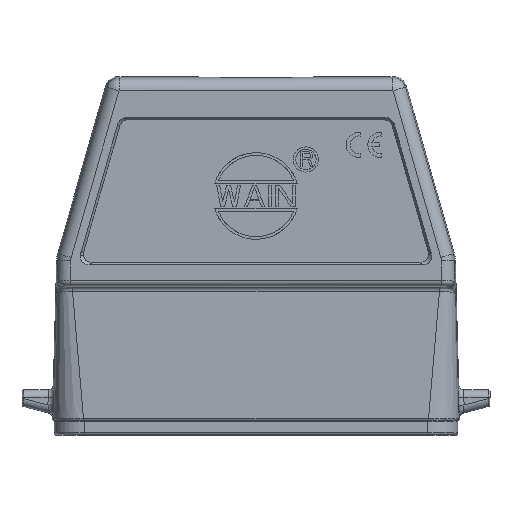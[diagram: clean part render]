
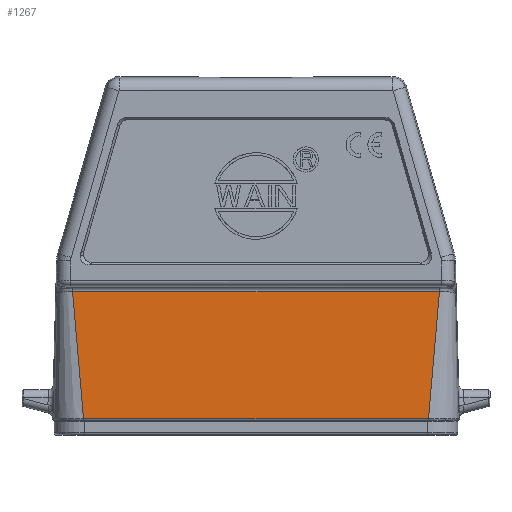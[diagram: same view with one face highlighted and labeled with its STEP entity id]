
A CAD part, top view. The second image highlights one B-rep face of the part: STEP entity #1267.
In plain terms, the highlighted planar face has unit normal (0, 0, 1).
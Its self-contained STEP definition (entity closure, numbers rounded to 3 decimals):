
#675=FACE_OUTER_BOUND('',#2608,.T.);
#1267=ADVANCED_FACE('NONE',(#675),#1779,.T.);
#1779=PLANE('',#10590);
#2608=EDGE_LOOP('',(#6108,#6109,#6110,#6111));
#3515=LINE('',#15951,#4387);
#3518=LINE('',#16051,#4390);
#3520=LINE('',#16158,#4392);
#3521=LINE('',#16160,#4393);
#4387=VECTOR('',#12288,1.);
#4390=VECTOR('',#12295,1.);
#4392=VECTOR('',#12305,1.);
#4393=VECTOR('',#12306,1.);
#6108=ORIENTED_EDGE('',*,*,#9337,.T.);
#6109=ORIENTED_EDGE('',*,*,#9347,.F.);
#6110=ORIENTED_EDGE('',*,*,#9348,.F.);
#6111=ORIENTED_EDGE('',*,*,#9328,.T.);
#8168=VERTEX_POINT('',#15950);
#8169=VERTEX_POINT('',#15952);
#8173=VERTEX_POINT('',#16050);
#8179=VERTEX_POINT('',#16159);
#9328=EDGE_CURVE('NONE',#8169,#8168,#3515,.T.);
#9337=EDGE_CURVE('NONE',#8168,#8173,#3518,.T.);
#9347=EDGE_CURVE('NONE',#8179,#8173,#3520,.T.);
#9348=EDGE_CURVE('NONE',#8169,#8179,#3521,.T.);
#10590=AXIS2_PLACEMENT_3D('',#16161,#12307,#12308);
#12288=DIRECTION('',(-1.,0.,0.));
#12295=DIRECTION('',(0.086,-0.996,0.));
#12305=DIRECTION('',(-1.,0.,0.));
#12306=DIRECTION('',(-0.086,-0.996,0.));
#12307=DIRECTION('',(0.,0.,1.));
#12308=DIRECTION('',(1.,0.,0.));
#15950=CARTESIAN_POINT('',(-36.039,25.258,14.75));
#15951=CARTESIAN_POINT('',(-40.,25.258,14.75));
#15952=CARTESIAN_POINT('',(36.039,25.258,14.75));
#16050=CARTESIAN_POINT('',(-33.887,0.3,14.75));
#16051=CARTESIAN_POINT('',(-36.039,25.258,14.75));
#16158=CARTESIAN_POINT('',(36.304,0.3,14.75));
#16159=CARTESIAN_POINT('',(33.887,0.3,14.75));
#16160=CARTESIAN_POINT('',(-42991.201,-499000.,14.75));
#16161=CARTESIAN_POINT('',(-40.,0.,14.75));
